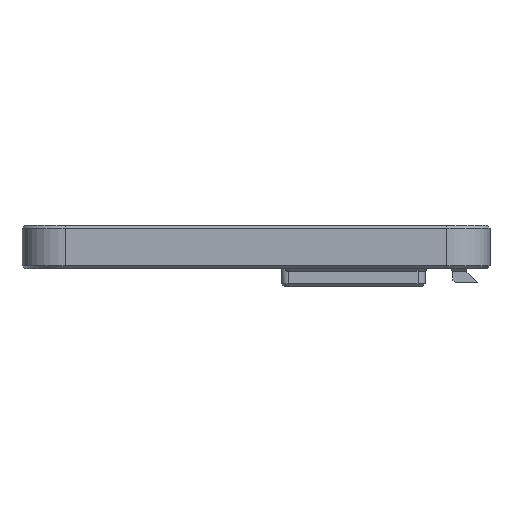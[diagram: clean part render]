
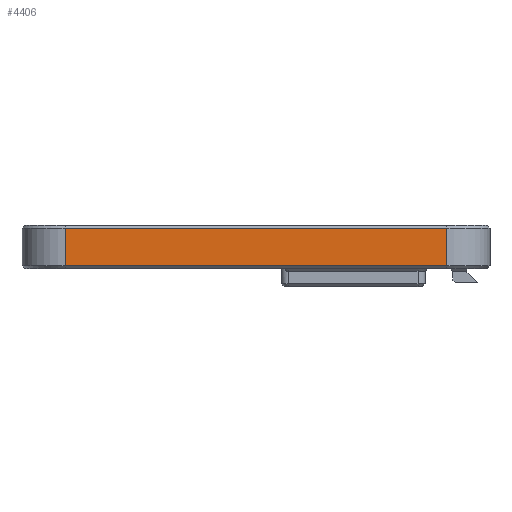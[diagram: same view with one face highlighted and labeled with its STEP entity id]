
A CAD part, left-side view. The second image highlights one B-rep face of the part: STEP entity #4406.
In plain terms, the highlighted planar face has unit normal (-1, 0, 0).
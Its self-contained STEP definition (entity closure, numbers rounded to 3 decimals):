
#447=FACE_OUTER_BOUND('',#736,.T.);
#736=EDGE_LOOP('',(#3275,#3276,#3277,#3278));
#1081=LINE('',#6876,#1533);
#1094=LINE('',#6913,#1546);
#1096=LINE('',#6919,#1548);
#1097=LINE('',#6920,#1549);
#1533=VECTOR('',#5508,10.);
#1546=VECTOR('',#5551,10.);
#1548=VECTOR('',#5557,10.);
#1549=VECTOR('',#5558,10.);
#2002=VERTEX_POINT('',#6870);
#2003=VERTEX_POINT('',#6874);
#2012=VERTEX_POINT('',#6912);
#2014=VERTEX_POINT('',#6918);
#2450=EDGE_CURVE('',#2002,#2003,#1081,.T.);
#2468=EDGE_CURVE('',#2003,#2012,#1094,.T.);
#2471=EDGE_CURVE('',#2014,#2002,#1096,.T.);
#2472=EDGE_CURVE('',#2012,#2014,#1097,.T.);
#3275=ORIENTED_EDGE('',*,*,#2450,.F.);
#3276=ORIENTED_EDGE('',*,*,#2471,.F.);
#3277=ORIENTED_EDGE('',*,*,#2472,.F.);
#3278=ORIENTED_EDGE('',*,*,#2468,.F.);
#4218=PLANE('',#4785);
#4406=ADVANCED_FACE('',(#447),#4218,.T.);
#4785=AXIS2_PLACEMENT_3D('',#6917,#5555,#5556);
#5508=DIRECTION('',(0.,-1.,0.));
#5551=DIRECTION('',(0.,0.,-1.));
#5555=DIRECTION('center_axis',(-1.,0.,0.));
#5556=DIRECTION('ref_axis',(0.,-1.,0.));
#5557=DIRECTION('',(0.,0.,1.));
#5558=DIRECTION('',(0.,1.,0.));
#6870=CARTESIAN_POINT('',(-20.,13.25,2.8));
#6874=CARTESIAN_POINT('',(-20.,-13.25,2.8));
#6876=CARTESIAN_POINT('',(-20.,8.125,2.8));
#6912=CARTESIAN_POINT('',(-20.,-13.25,0.2));
#6913=CARTESIAN_POINT('',(-20.,-13.25,0.));
#6917=CARTESIAN_POINT('Origin',(-20.,16.25,0.));
#6918=CARTESIAN_POINT('',(-20.,13.25,0.2));
#6919=CARTESIAN_POINT('',(-20.,13.25,0.));
#6920=CARTESIAN_POINT('',(-20.,8.125,0.2));
